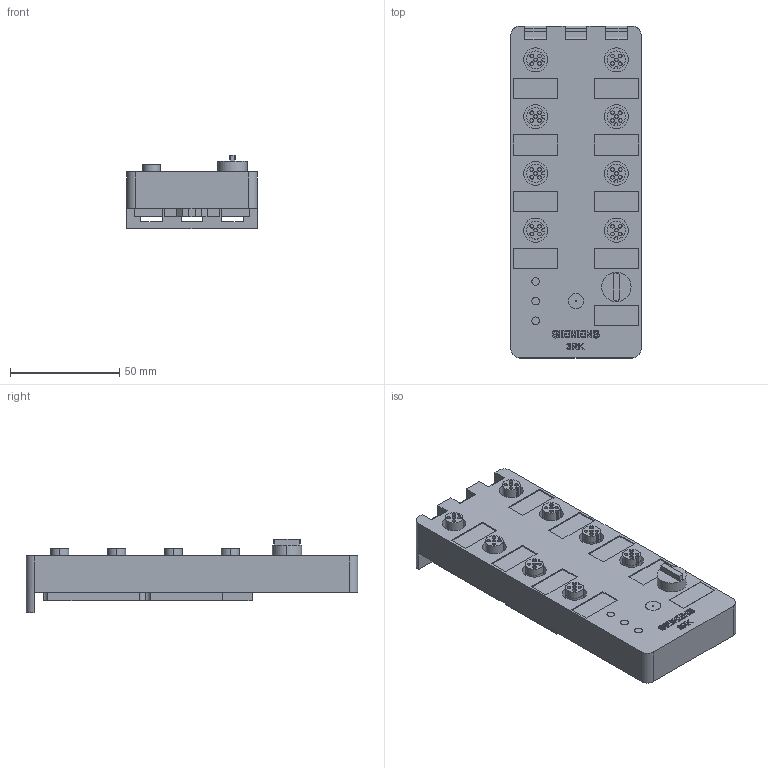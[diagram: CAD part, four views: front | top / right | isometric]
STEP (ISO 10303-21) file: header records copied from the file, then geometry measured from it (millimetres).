
FILE_DESCRIPTION (( 'STEP AP214' ), '1' );
FILE_NAME ('z_3330470_01_000_k60_3RK1400-1CQ00-0AA3.STEP', '2006-08-09T11:26:23', ( 'CAT' ), ( 'Siemens AG' ), 'SwSTEP 2.0', 'SolidWorks 2005354', '' );
FILE_SCHEMA (( 'AUTOMOTIVE_DESIGN' ));
Length unit declared in the file: millimetre
Products named in the file (1): z_3330470_01_000_k60_3RK1400-1CQ00-0AA3
Bounding box: 59.6 x 152 x 33.65 mm (x, y, z)
Volume: 166247.1 mm3; surface area: 34173.3 mm2
Topology: 5 solids, 6 shells, 546 faces, 1410 edges, 940 vertices
Faces by surface type: plane 309, cylinder 180, bspline 57
Entity records: 25594 total; most frequent: CARTESIAN_POINT 7920, ORIENTED_EDGE 2820, DIRECTION 2634, EDGE_CURVE 1410, VERTEX_POINT 940, VECTOR 934, LINE 934, AXIS2_PLACEMENT_3D 850
